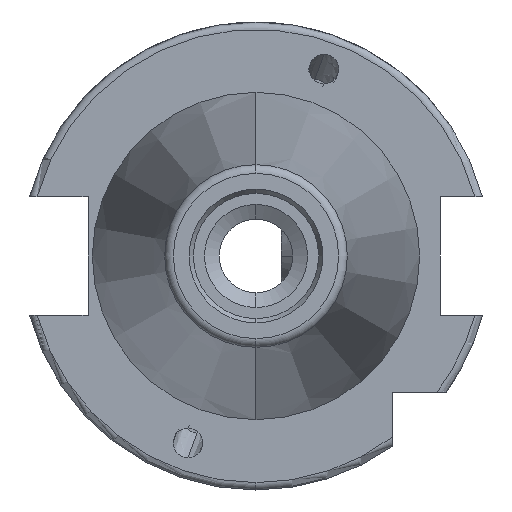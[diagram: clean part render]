
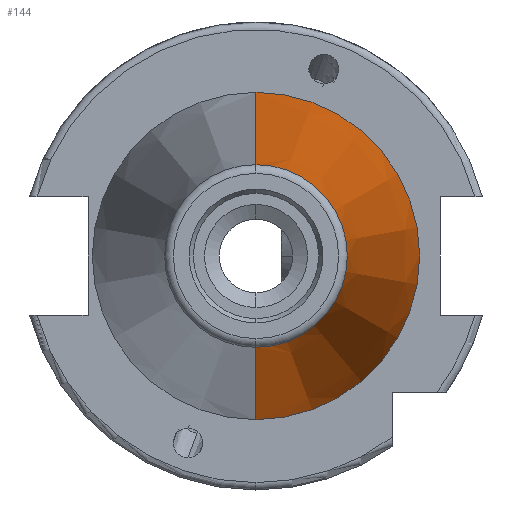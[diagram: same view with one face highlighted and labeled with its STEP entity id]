
A CAD part, left-side view. The second image highlights one B-rep face of the part: STEP entity #144.
In plain terms, the highlighted conical face has half-angle 8.297 degrees and reference radius 22.225 mm.
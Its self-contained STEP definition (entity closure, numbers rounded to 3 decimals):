
#134 = EDGE_CURVE ( 'NONE', #151, #153, #1060, .T. ) ;
#138 = ORIENTED_EDGE ( 'NONE', *, *, #143, .T. ) ;
#139 = ORIENTED_EDGE ( 'NONE', *, *, #134, .F. ) ;
#141 = ORIENTED_EDGE ( 'NONE', *, *, #148, .F. ) ;
#142 = EDGE_CURVE ( 'NONE', #150, #152, #1050, .T. ) ;
#143 = EDGE_CURVE ( 'NONE', #152, #153, #1110, .T. ) ;
#144 = ADVANCED_FACE ( 'NONE', ( #1105 ), #1104, .T. ) ;
#145 = ORIENTED_EDGE ( 'NONE', *, *, #142, .T. ) ;
#148 = EDGE_CURVE ( 'NONE', #150, #151, #1099, .T. ) ;
#149 = EDGE_LOOP ( 'NONE', ( #141, #145, #138, #139 ) ) ;
#150 = VERTEX_POINT ( 'NONE', #1094 ) ;
#151 = VERTEX_POINT ( 'NONE', #1093 ) ;
#152 = VERTEX_POINT ( 'NONE', #1092 ) ;
#153 = VERTEX_POINT ( 'NONE', #1091 ) ;
#1050 = LINE ( 'NONE', #1113, #1112 ) ;
#1057 = DIRECTION ( 'NONE',  ( 0.99, 0., 0.144 ) ) ;
#1058 = VECTOR ( 'NONE', #1057, 1000. ) ;
#1059 = CARTESIAN_POINT ( 'NONE',  ( 0., 0., 22.225 ) ) ;
#1060 = LINE ( 'NONE', #1059, #1058 ) ;
#1091 = CARTESIAN_POINT ( 'NONE',  ( 0., 0., 22.225 ) ) ;
#1092 = CARTESIAN_POINT ( 'NONE',  ( 0., 0., -22.225 ) ) ;
#1093 = CARTESIAN_POINT ( 'NONE',  ( -67.373, 0., 12.4 ) ) ;
#1094 = CARTESIAN_POINT ( 'NONE',  ( -67.373, 0., -12.4 ) ) ;
#1095 = DIRECTION ( 'NONE',  ( 0., 0., -1. ) ) ;
#1096 = DIRECTION ( 'NONE',  ( -1., 0., 0. ) ) ;
#1097 = CARTESIAN_POINT ( 'NONE',  ( -67.373, 0., 0. ) ) ;
#1098 = AXIS2_PLACEMENT_3D ( 'NONE', #1097, #1096, #1095 ) ;
#1099 = CIRCLE ( 'NONE', #1098, 12.4 ) ;
#1100 = DIRECTION ( 'NONE',  ( 0., 0., 1. ) ) ;
#1101 = DIRECTION ( 'NONE',  ( 1., 0., 0. ) ) ;
#1102 = AXIS2_PLACEMENT_3D ( 'NONE', #1103, #1101, #1100 ) ;
#1103 = CARTESIAN_POINT ( 'NONE',  ( 0., 0., 0. ) ) ;
#1104 = CONICAL_SURFACE ( 'NONE', #1102, 22.225, 0.145 ) ;
#1105 = FACE_OUTER_BOUND ( 'NONE', #149, .T. ) ;
#1106 = DIRECTION ( 'NONE',  ( 0., 0., -1. ) ) ;
#1107 = DIRECTION ( 'NONE',  ( -1., 0., 0. ) ) ;
#1108 = CARTESIAN_POINT ( 'NONE',  ( 0., 0., 0. ) ) ;
#1109 = AXIS2_PLACEMENT_3D ( 'NONE', #1108, #1107, #1106 ) ;
#1110 = CIRCLE ( 'NONE', #1109, 22.225 ) ;
#1111 = DIRECTION ( 'NONE',  ( 0.99, 0., -0.144 ) ) ;
#1112 = VECTOR ( 'NONE', #1111, 1000. ) ;
#1113 = CARTESIAN_POINT ( 'NONE',  ( 0., 0., -22.225 ) ) ;
